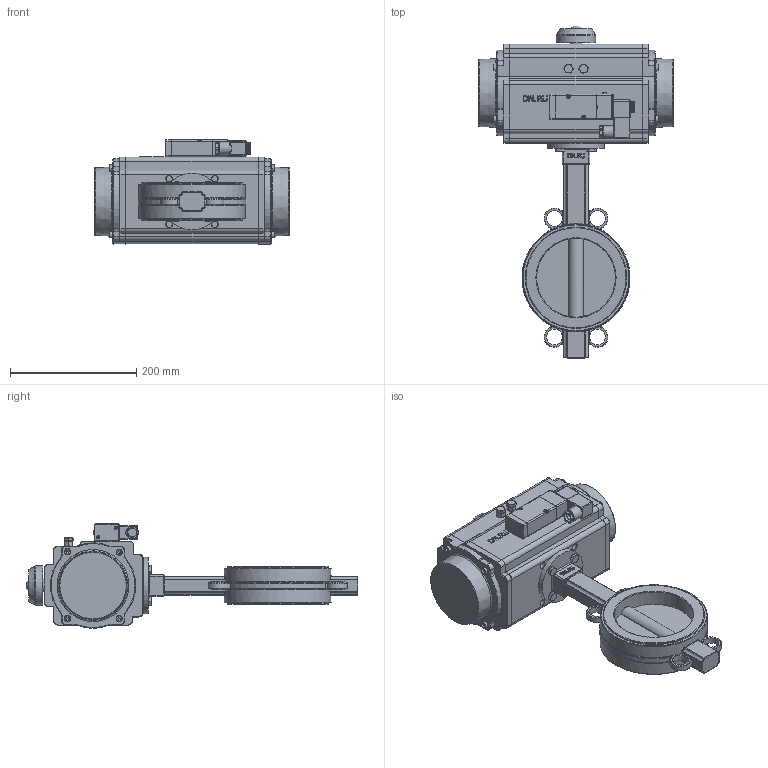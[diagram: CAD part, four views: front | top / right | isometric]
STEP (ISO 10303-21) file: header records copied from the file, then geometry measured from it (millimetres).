
FILE_DESCRIPTION(/* description */ (''),/* implementation_level */ '2;1');
FILE_NAME(/* name */ 'DN125_3D_STEP.stp',/* time_stamp */ '2025-02-01T15:33:05+03:00',/* author */ ('igorr'),/* organization */ (''),/* preprocessor_version */ 'ST-DEVELOPER v20',/* originating_system */ 'Autodesk Inventor 2025',/* authorisation */ '');
FILE_SCHEMA (('AUTOMOTIVE_DESIGN { 1 0 10303 214 3 1 1 }'));
Length unit declared in the file: millimetre
Products named in the file (12): Сборка; Деталь; ПНЕВМОРАСПРЕДЕЛИТЕЛЬ 
В СБОРЕ; ПНЕВМОРАСПРЕДЕЛИТЕЛЬ; AS 1420 - 1973 - M3 x 6; AS 1427 - M3 x 5; Сборка_1; Деталь1; JIS B 1111 - M8x10; AS 1420 - 1973 - M6 x 10; ANSI B18.2.4.2M - M8x1,25; AS 1110 - M8 x 12
Assembly tree (27 placements, depth 3):
  Сборка
    Деталь
    ПНЕВМОРАСПРЕДЕЛИТЕЛЬ 
В СБОРЕ
      ПНЕВМОРАСПРЕДЕЛИТЕЛЬ
      AS 1420 - 1973 - M3 x 6  x2
      AS 1427 - M3 x 5  x3
    AS 1110 - M8 x 12  x4
    Сборка_1
      Деталь1
      JIS B 1111 - M8x10
      AS 1420 - 1973 - M6 x 10  x8
      ANSI B18.2.4.2M - M8x1,25  x2
      AS 1110 - M8 x 12  x2
Bounding box: 308 x 525.63 x 164.82 mm (x, y, z)
Volume: 6421692.3 mm3; surface area: 481164.1 mm2
Topology: 26 solids, 26 shells, 1500 faces, 3596 edges, 2224 vertices
Faces by surface type: plane 607, cylinder 423, torus 196, cone 141, bspline 114, sphere 19
Full cylindrical faces by diameter (mm): 1 x2, 2.693 x3, 3 x5, 4 x1, 5 x10, 5.3 x3, 5.5 x2, 6 x9, 6.647 x2, 6.75 x1, 7 x12, 8 x13, 9 x4, 10 x12, 11.89 x2, 13 x6, 14 x1, 16 x3, 17.8 x1, 20 x3, 25 x4, 45 x1, 47 x1, 47.271 x1, 62 x1, 90 x1, 125 x2, 160.5 x2, 169.5 x2
Entity records: 39067 total; most frequent: CARTESIAN_POINT 9846, DIRECTION 6027, ORIENTED_EDGE 5670, EDGE_CURVE 2835, AXIS2_PLACEMENT_3D 2388, VERTEX_POINT 1753, EDGE_LOOP 1298, CIRCLE 1279
